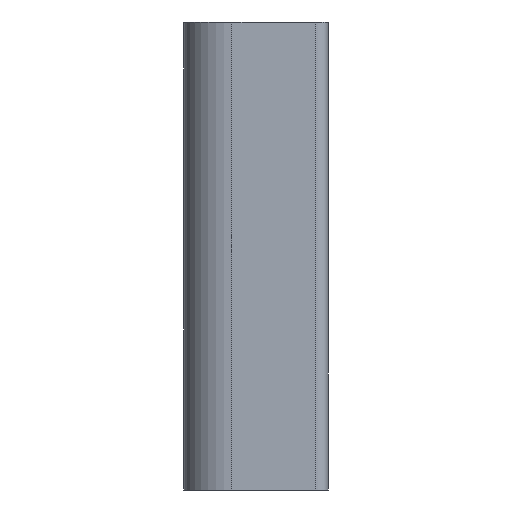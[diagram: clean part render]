
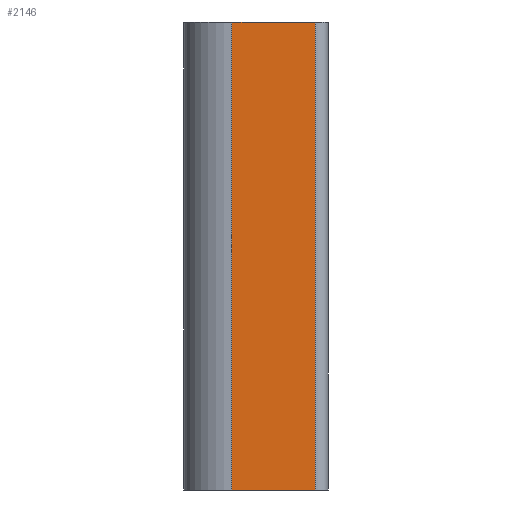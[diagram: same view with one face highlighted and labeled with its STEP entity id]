
A CAD part, left-side view. The second image highlights one B-rep face of the part: STEP entity #2146.
In plain terms, the highlighted planar face has unit normal (-1, 0, 0).
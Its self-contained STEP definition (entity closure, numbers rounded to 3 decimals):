
#60 = VECTOR ( 'NONE', #2237, 1000. ) ;
#106 = CARTESIAN_POINT ( 'NONE',  ( -69.243, -88., -66. ) ) ;
#110 = VERTEX_POINT ( 'NONE', #1080 ) ;
#223 = CARTESIAN_POINT ( 'NONE',  ( -69.243, 0., 5. ) ) ;
#235 = FACE_OUTER_BOUND ( 'NONE', #2120, .T. ) ;
#282 = DIRECTION ( 'NONE',  ( 0., -1., 0. ) ) ;
#287 = ORIENTED_EDGE ( 'NONE', *, *, #828, .T. ) ;
#375 = PLANE ( 'NONE',  #878 ) ;
#402 = VERTEX_POINT ( 'NONE', #106 ) ;
#562 = CARTESIAN_POINT ( 'NONE',  ( -69.243, -88., 7. ) ) ;
#567 = VERTEX_POINT ( 'NONE', #562 ) ;
#619 = ORIENTED_EDGE ( 'NONE', *, *, #816, .F. ) ;
#665 = LINE ( 'NONE', #1937, #1976 ) ;
#816 = EDGE_CURVE ( 'NONE', #567, #1321, #2220, .T. ) ;
#828 = EDGE_CURVE ( 'NONE', #110, #1321, #1520, .T. ) ;
#878 = AXIS2_PLACEMENT_3D ( 'NONE', #223, #1095, #944 ) ;
#944 = DIRECTION ( 'NONE',  ( 0., 0., -1. ) ) ;
#961 = CARTESIAN_POINT ( 'NONE',  ( -69.243, -88., 5. ) ) ;
#1080 = CARTESIAN_POINT ( 'NONE',  ( -69.243, -101., -66. ) ) ;
#1095 = DIRECTION ( 'NONE',  ( 1., 0., 0. ) ) ;
#1142 = CARTESIAN_POINT ( 'NONE',  ( -69.243, -101., 5. ) ) ;
#1175 = DIRECTION ( 'NONE',  ( 0., 0., 1. ) ) ;
#1228 = ORIENTED_EDGE ( 'NONE', *, *, #2039, .F. ) ;
#1321 = VERTEX_POINT ( 'NONE', #1554 ) ;
#1352 = VECTOR ( 'NONE', #282, 1000. ) ;
#1520 = LINE ( 'NONE', #1142, #2073 ) ;
#1554 = CARTESIAN_POINT ( 'NONE',  ( -69.243, -101., 7. ) ) ;
#1571 = DIRECTION ( 'NONE',  ( 0., 1., 0. ) ) ;
#1684 = CARTESIAN_POINT ( 'NONE',  ( -69.243, 0., 7. ) ) ;
#1730 = LINE ( 'NONE', #961, #60 ) ;
#1890 = EDGE_CURVE ( 'NONE', #567, #402, #1730, .T. ) ;
#1937 = CARTESIAN_POINT ( 'NONE',  ( -69.243, -103., -66. ) ) ;
#1976 = VECTOR ( 'NONE', #1571, 1000. ) ;
#2039 = EDGE_CURVE ( 'NONE', #110, #402, #665, .T. ) ;
#2072 = ORIENTED_EDGE ( 'NONE', *, *, #1890, .T. ) ;
#2073 = VECTOR ( 'NONE', #1175, 1000. ) ;
#2120 = EDGE_LOOP ( 'NONE', ( #1228, #287, #619, #2072 ) ) ;
#2146 = ADVANCED_FACE ( 'NONE', ( #235 ), #375, .F. ) ;
#2220 = LINE ( 'NONE', #1684, #1352 ) ;
#2237 = DIRECTION ( 'NONE',  ( 0., 0., -1. ) ) ;
